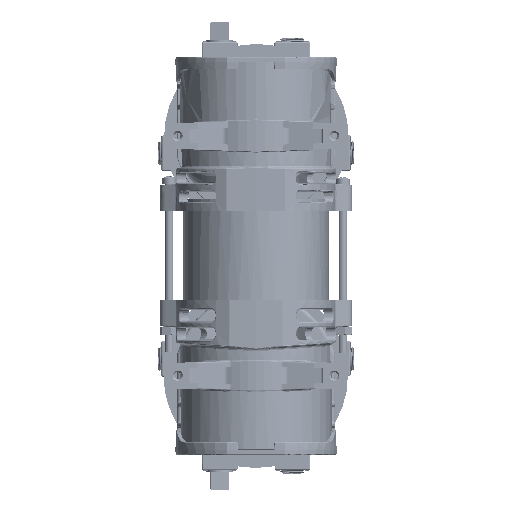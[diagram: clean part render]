
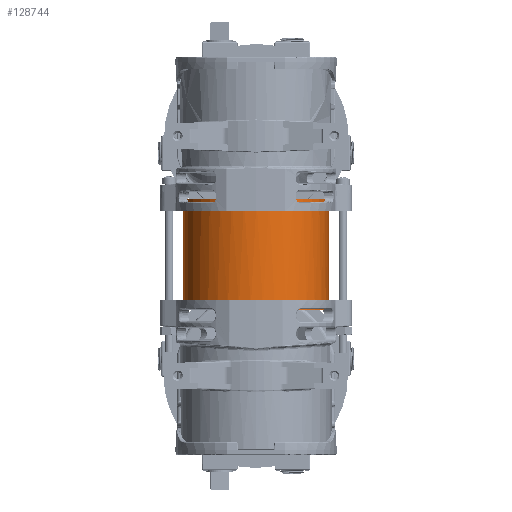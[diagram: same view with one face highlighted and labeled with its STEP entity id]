
A CAD part, front view. The second image highlights one B-rep face of the part: STEP entity #128744.
In plain terms, the highlighted cylindrical face has radius 41.224 mm (diameter 82.448 mm), a full revolution.
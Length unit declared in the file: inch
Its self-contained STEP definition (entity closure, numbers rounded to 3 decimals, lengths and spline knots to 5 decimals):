
#7735 = DIRECTION ( 'NONE',  ( 1., 0., 0. ) ) ;
#12781 = EDGE_CURVE ( 'NONE', #103417, #65492, #150921, .T. ) ;
#14798 = AXIS2_PLACEMENT_3D ( 'NONE', #32451, #121027, #130189 ) ;
#18103 = EDGE_LOOP ( 'NONE', ( #25688, #121570, #162998, #50265 ) ) ;
#25688 = ORIENTED_EDGE ( 'NONE', *, *, #93494, .F. ) ;
#26934 = LINE ( 'NONE', #125491, #84362 ) ;
#27407 = EDGE_CURVE ( 'NONE', #87639, #65492, #26934, .T. ) ;
#31333 = LINE ( 'NONE', #56127, #33202 ) ;
#32451 = CARTESIAN_POINT ( 'NONE',  ( 0.07, 0., 0. ) ) ;
#33202 = VECTOR ( 'NONE', #80966, 39.37008 ) ;
#33745 = DIRECTION ( 'NONE',  ( 1., 0., 0. ) ) ;
#35803 = CARTESIAN_POINT ( 'NONE',  ( 2.49, 0., 0. ) ) ;
#36994 = CARTESIAN_POINT ( 'NONE',  ( -0.93753, 0., 0. ) ) ;
#38663 = ORIENTED_EDGE ( 'NONE', *, *, #43853, .F. ) ;
#41202 = AXIS2_PLACEMENT_3D ( 'NONE', #35803, #7735, #86303 ) ;
#42613 = CARTESIAN_POINT ( 'NONE',  ( 0.07, 1.16758, -1.12734 ) ) ;
#43853 = EDGE_CURVE ( 'NONE', #94287, #94287, #141685, .T. ) ;
#45645 = EDGE_CURVE ( 'NONE', #52258, #103417, #31333, .T. ) ;
#50265 = ORIENTED_EDGE ( 'NONE', *, *, #27407, .F. ) ;
#52258 = VERTEX_POINT ( 'NONE', #157119 ) ;
#53041 = AXIS2_PLACEMENT_3D ( 'NONE', #74238, #33745, #72595 ) ;
#55568 = CARTESIAN_POINT ( 'NONE',  ( 0., 1.6141, -0.16978 ) ) ;
#56127 = CARTESIAN_POINT ( 'NONE',  ( 0.07, 1.6141, -0.16978 ) ) ;
#57359 = CARTESIAN_POINT ( 'NONE',  ( 0., 1.16758, -1.12734 ) ) ;
#64961 = CIRCLE ( 'NONE', #14798, 1.623 ) ;
#65492 = VERTEX_POINT ( 'NONE', #57359 ) ;
#72595 = DIRECTION ( 'NONE',  ( 0., 0., -1. ) ) ;
#73470 = DIRECTION ( 'NONE',  ( 0., 0., -1. ) ) ;
#74167 = DIRECTION ( 'NONE',  ( -1., 0., 0. ) ) ;
#74238 = CARTESIAN_POINT ( 'NONE',  ( 0., 0., 0. ) ) ;
#74275 = FACE_OUTER_BOUND ( 'NONE', #78039, .T. ) ;
#75892 = FACE_OUTER_BOUND ( 'NONE', #18103, .T. ) ;
#78039 = EDGE_LOOP ( 'NONE', ( #38663 ) ) ;
#80966 = DIRECTION ( 'NONE',  ( -1., 0., 0. ) ) ;
#84362 = VECTOR ( 'NONE', #74167, 39.37008 ) ;
#86303 = DIRECTION ( 'NONE',  ( 0., 0., -1. ) ) ;
#87639 = VERTEX_POINT ( 'NONE', #42613 ) ;
#88295 = DIRECTION ( 'NONE',  ( 1., 0., 0. ) ) ;
#93494 = EDGE_CURVE ( 'NONE', #52258, #87639, #64961, .T. ) ;
#94287 = VERTEX_POINT ( 'NONE', #158846 ) ;
#98415 = AXIS2_PLACEMENT_3D ( 'NONE', #36994, #88295, #73470 ) ;
#103417 = VERTEX_POINT ( 'NONE', #55568 ) ;
#121027 = DIRECTION ( 'NONE',  ( -1., 0., 0. ) ) ;
#121570 = ORIENTED_EDGE ( 'NONE', *, *, #45645, .T. ) ;
#125491 = CARTESIAN_POINT ( 'NONE',  ( 0.07, 1.16758, -1.12734 ) ) ;
#128744 = ADVANCED_FACE ( 'NONE', ( #74275, #75892 ), #163657, .T. ) ;
#130189 = DIRECTION ( 'NONE',  ( 0., 0., 1. ) ) ;
#141685 = CIRCLE ( 'NONE', #41202, 1.623 ) ;
#150921 = CIRCLE ( 'NONE', #53041, 1.623 ) ;
#157119 = CARTESIAN_POINT ( 'NONE',  ( 0.07, 1.6141, -0.16978 ) ) ;
#158846 = CARTESIAN_POINT ( 'NONE',  ( 2.49, 0., -1.623 ) ) ;
#162998 = ORIENTED_EDGE ( 'NONE', *, *, #12781, .T. ) ;
#163657 = CYLINDRICAL_SURFACE ( 'NONE', #98415, 1.623 ) ;
